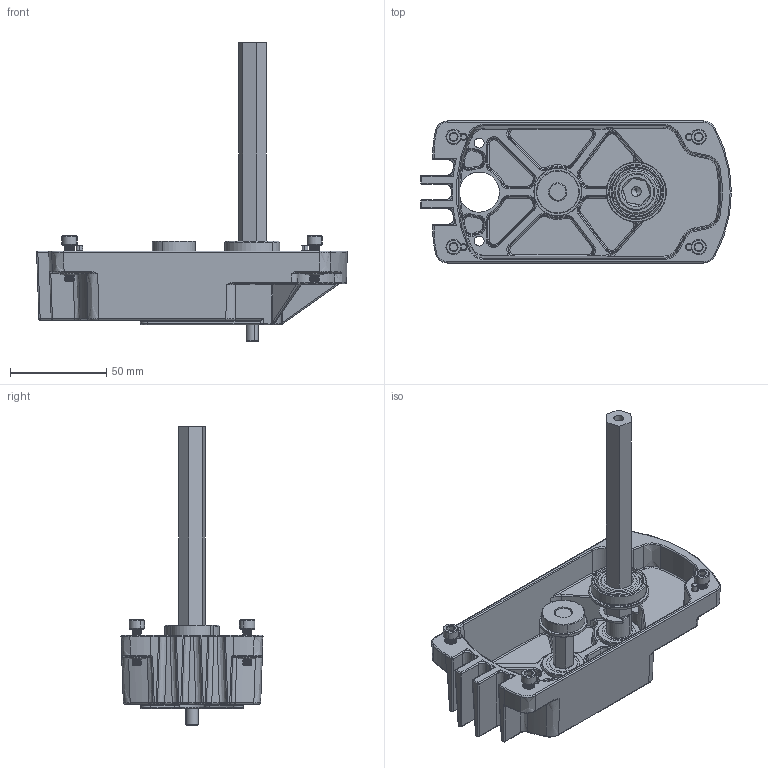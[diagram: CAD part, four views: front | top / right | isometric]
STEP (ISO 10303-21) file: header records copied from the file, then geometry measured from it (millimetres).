
FILE_DESCRIPTION (( 'STEP AP214' ), '1' );
FILE_NAME ('ToughBox Micro S Long Shaft No Plate.STEP', '2023-01-07T19:06:07', ( '' ), ( '' ), 'SwSTEP 2.0', 'SolidWorks 2022', '' );
FILE_SCHEMA (( 'AUTOMOTIVE_DESIGN' ));
Length unit declared in the file: inch
Products named in the file (13): am-1042 10-32 Nylock Nut_90631A411; am-4731 ToughBox E Long Hex Output Shaft; am-1047 10-32 x 0750 SHCS_90128A945; am-2986 FR8ZZ Hex Bearing; am-4731 ToughBox E Long Hex Output_Pin; am-3157 ToughBox Micro Housing; ToughBox Micro S Configurable Base; 250x1000_dowel; am-0152 ToughBox Small Cluster Shaft; am-0206 1-2 in Shaft External Klipring_97431A340; am-0516 3-8 in ID 7-8 in OD Shielded Ball Bearing R6ZZ_60355K45; ToughBox Micro S Long Shaft No Plate; am-0028 3-8 ID Flanged Bearing
Assembly tree (19 placements, depth 3):
  ToughBox Micro S Long Shaft No Plate
    ToughBox Micro S Configurable Base
      am-3157 ToughBox Micro Housing
      am-1042 10-32 Nylock Nut_90631A411  x4
      am-0152 ToughBox Small Cluster Shaft
      am-0516 3-8 in ID 7-8 in OD Shielded Ball Bearing R6ZZ_60355K45  x2
      am-1047 10-32 x 0750 SHCS_90128A945  x4
      am-0028 3-8 ID Flanged Bearing
    am-2986 FR8ZZ Hex Bearing
    am-0206 1-2 in Shaft External Klipring_97431A340
    am-4731 ToughBox E Long Hex Output_Pin
      am-4731 ToughBox E Long Hex Output Shaft
      250x1000_dowel
Bounding box: 161.1 x 73.61 x 154.93 mm (x, y, z)
Volume: 119192.3 mm3; surface area: 76160.6 mm2
Topology: 49 solids, 49 shells, 2336 faces, 5819 edges, 3552 vertices
Faces by surface type: cylinder 809, bspline 566, plane 404, cone 319, torus 171, sphere 67
Entity records: 70122 total; most frequent: CARTESIAN_POINT 35750, ORIENTED_EDGE 7858, DIRECTION 5688, EDGE_CURVE 3929, VERTEX_POINT 2405, AXIS2_PLACEMENT_3D 2158, EDGE_LOOP 1720, FACE_OUTER_BOUND 1623
